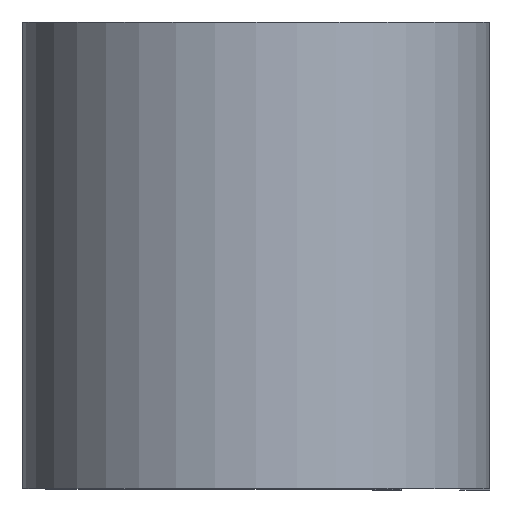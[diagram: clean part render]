
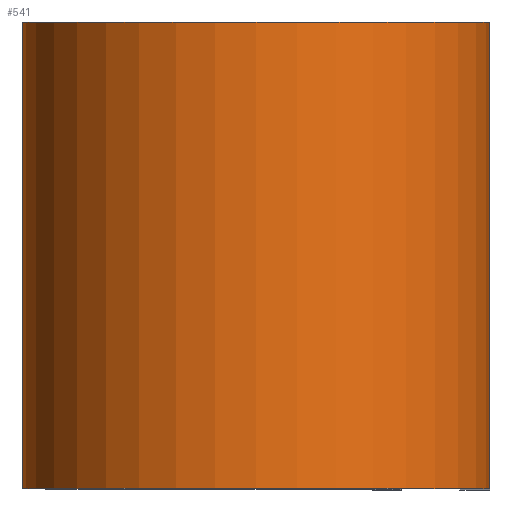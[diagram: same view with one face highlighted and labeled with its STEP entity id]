
A CAD part, top view. The second image highlights one B-rep face of the part: STEP entity #541.
In plain terms, the highlighted cylindrical face has radius 6.363 mm (diameter 12.725 mm), a partial arc.
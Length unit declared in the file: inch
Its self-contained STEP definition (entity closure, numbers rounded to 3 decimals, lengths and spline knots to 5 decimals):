
#8 = CYLINDRICAL_SURFACE ( 'NONE', #510, 0.2505 ) ;
#14 = CARTESIAN_POINT ( 'NONE',  ( 0.2505, -0.25, 0. ) ) ;
#22 = VERTEX_POINT ( 'NONE', #47 ) ;
#34 = EDGE_LOOP ( 'NONE', ( #372, #380, #287, #73 ) ) ;
#47 = CARTESIAN_POINT ( 'NONE',  ( 0., 0.25, -0.2505 ) ) ;
#73 = ORIENTED_EDGE ( 'NONE', *, *, #149, .T. ) ;
#103 = CARTESIAN_POINT ( 'NONE',  ( 0., 0.25, 0. ) ) ;
#117 = VECTOR ( 'NONE', #551, 39.37008 ) ;
#149 = EDGE_CURVE ( 'NONE', #22, #342, #606, .T. ) ;
#177 = EDGE_CURVE ( 'NONE', #22, #530, #251, .T. ) ;
#198 = AXIS2_PLACEMENT_3D ( 'NONE', #409, #262, #211 ) ;
#207 = AXIS2_PLACEMENT_3D ( 'NONE', #501, #353, #545 ) ;
#208 = DIRECTION ( 'NONE',  ( 0., 0., -1. ) ) ;
#211 = DIRECTION ( 'NONE',  ( 1., 0., 0. ) ) ;
#251 = CIRCLE ( 'NONE', #207, 0.2505 ) ;
#262 = DIRECTION ( 'NONE',  ( 0., 1., 0. ) ) ;
#287 = ORIENTED_EDGE ( 'NONE', *, *, #177, .F. ) ;
#307 = DIRECTION ( 'NONE',  ( 0., -1., 0. ) ) ;
#316 = EDGE_CURVE ( 'NONE', #342, #532, #591, .T. ) ;
#342 = VERTEX_POINT ( 'NONE', #411 ) ;
#353 = DIRECTION ( 'NONE',  ( 0., 1., 0. ) ) ;
#372 = ORIENTED_EDGE ( 'NONE', *, *, #316, .T. ) ;
#380 = ORIENTED_EDGE ( 'NONE', *, *, #552, .F. ) ;
#398 = DIRECTION ( 'NONE',  ( 0., -1., 0. ) ) ;
#407 = CARTESIAN_POINT ( 'NONE',  ( 0.2505, 0.25, 0. ) ) ;
#409 = CARTESIAN_POINT ( 'NONE',  ( 0., -0.25, 0. ) ) ;
#411 = CARTESIAN_POINT ( 'NONE',  ( 0., -0.25, -0.2505 ) ) ;
#445 = CARTESIAN_POINT ( 'NONE',  ( 0.2505, 0.25, 0. ) ) ;
#497 = LINE ( 'NONE', #407, #117 ) ;
#501 = CARTESIAN_POINT ( 'NONE',  ( 0., 0.25, 0. ) ) ;
#510 = AXIS2_PLACEMENT_3D ( 'NONE', #103, #307, #208 ) ;
#530 = VERTEX_POINT ( 'NONE', #445 ) ;
#532 = VERTEX_POINT ( 'NONE', #14 ) ;
#541 = ADVANCED_FACE ( 'NONE', ( #602 ), #8, .T. ) ;
#545 = DIRECTION ( 'NONE',  ( 1., 0., 0. ) ) ;
#551 = DIRECTION ( 'NONE',  ( 0., -1., 0. ) ) ;
#552 = EDGE_CURVE ( 'NONE', #530, #532, #497, .T. ) ;
#554 = VECTOR ( 'NONE', #398, 39.37008 ) ;
#591 = CIRCLE ( 'NONE', #198, 0.2505 ) ;
#598 = CARTESIAN_POINT ( 'NONE',  ( 0., 0.25, -0.2505 ) ) ;
#602 = FACE_OUTER_BOUND ( 'NONE', #34, .T. ) ;
#606 = LINE ( 'NONE', #598, #554 ) ;
